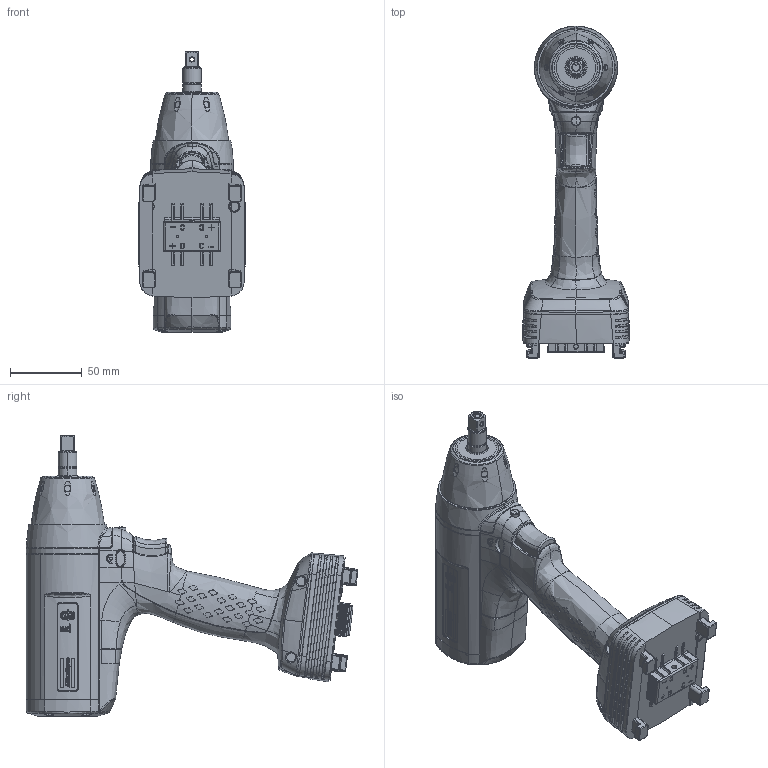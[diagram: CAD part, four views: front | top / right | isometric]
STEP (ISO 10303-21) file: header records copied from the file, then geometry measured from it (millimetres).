
FILE_DESCRIPTION((''),'2;1');
FILE_NAME('8433323020_SW','2019-10-24T13:11:43',('Toocsr'),(''),'CREO PARAMETRIC BY PTC INC, 2018100','CREO PARAMETRIC BY PTC INC, 2018100','');
FILE_SCHEMA(('AP242_MANAGED_MODEL_BASED_3D_ENGINEERING_MIM_LF { 1 0 10303 442 1 1 4 }'));
Length unit declared in the file: millimetre
Products named in the file (1): 8433323020_SW
Bounding box: 74.52 x 231.33 x 195.47 mm (x, y, z)
Volume: 692390 mm3; surface area: 130097.6 mm2
Topology: 1 solids, 4 shells, 6759 faces, 18095 edges, 11492 vertices
Faces by surface type: plane 2800, bspline 1800, cylinder 1207, extrusion 547, cone 218, sphere 94, torus 93
Full cylindrical faces by diameter (mm): 0.032 x1
Entity records: 423077 total; most frequent: CARTESIAN_POINT 215746, ORIENTED_EDGE 36184, DIRECTION 21981, EDGE_CURVE 18092, VERTEX_POINT 11492, FILL_AREA_STYLE_COLOUR 8930, FILL_AREA_STYLE 8930, SURFACE_STYLE_FILL_AREA 8930
